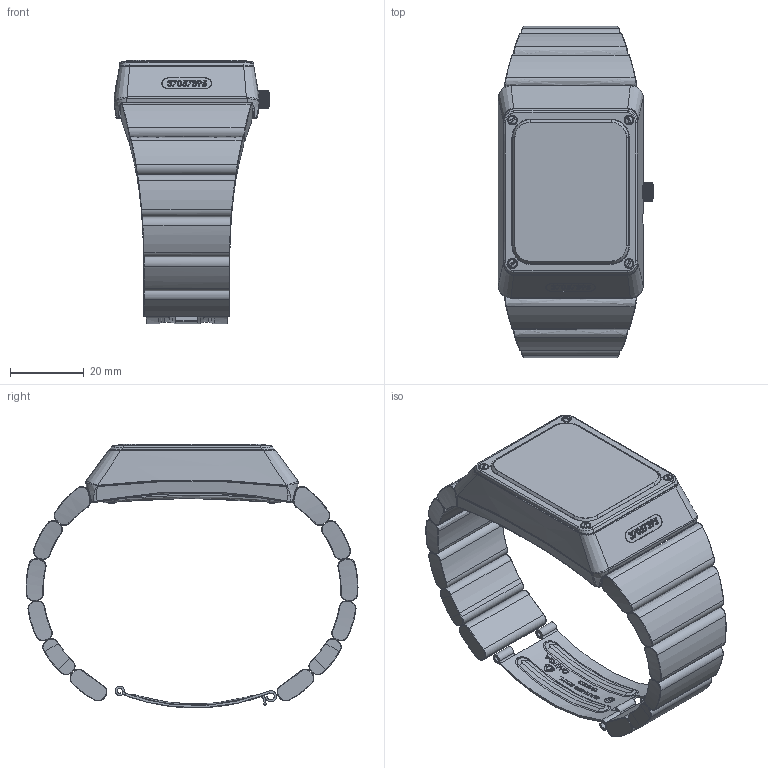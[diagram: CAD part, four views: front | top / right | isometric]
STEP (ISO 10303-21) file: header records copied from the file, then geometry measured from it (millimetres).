
FILE_DESCRIPTION(('FreeCAD Model'),'2;1');
FILE_NAME('Open CASCADE Shape Model','2025-05-04T09:40:27',('FreeCAD'),( 'FreeCAD'),'Open CASCADE STEP processor 7.6','FreeCAD','Unknown');
FILE_SCHEMA(('AUTOMOTIVE_DESIGN { 1 0 10303 214 1 1 1 1 }'));
Products named in the file (1): Open CASCADE STEP translator 7.6 1
Bounding box: 42.23 x 89.96 x 71.49 mm (x, y, z)
Volume: 44359.7 mm3; surface area: 31042.4 mm2
Topology: 34 solids, 156 shells, 2711 faces, 8003 edges, 5533 vertices
Faces by surface type: bspline 2711
Entity records: 164794 total; most frequent: CARTESIAN_POINT 119776, ORIENTED_EDGE 14278, EDGE_CURVE 7987, B_SPLINE_CURVE_WITH_KNOTS 6841, VERTEX_POINT 5533, FACE_BOUND 2805, EDGE_LOOP 2805, ADVANCED_FACE 2711
